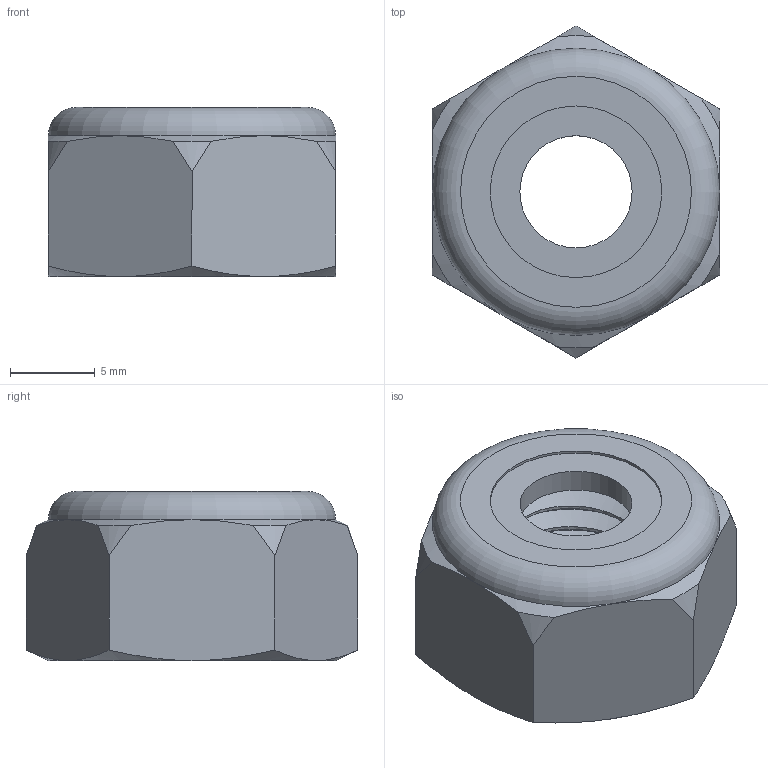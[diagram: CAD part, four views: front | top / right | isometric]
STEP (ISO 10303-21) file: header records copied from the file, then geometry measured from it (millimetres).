
FILE_DESCRIPTION(/* description */ (''),/* implementation_level */ '2;1');
FILE_NAME(/* name */ 'M10LKH-0.step',/* time_stamp */ '2021-10-06T14:49:12-04:00',/* author */ (''),/* organization */ (''),/* preprocessor_version */ 'ST-DEVELOPER v18.1',/* originating_system */ 'Autodesk Translation Framework v10.10.0.1391',/* authorisation */ '');
FILE_SCHEMA (('AUTOMOTIVE_DESIGN { 1 0 10303 214 3 1 1 }'));
Length unit declared in the file: millimetre
Products named in the file (2): (Unsaved); 94645A220_High-Strength Steel Nylon-Insert Locknut
Assembly tree (1 placements, depth 2):
  (Unsaved)
    94645A220_High-Strength Steel Nylon-Insert Locknut
Bounding box: 17 x 19.63 x 10 mm (x, y, z)
Volume: 1775.1 mm3; surface area: 2019.4 mm2
Topology: 2 solids, 2 shells, 46 faces, 108 edges, 68 vertices
Faces by surface type: cone 19, plane 12, cylinder 9, torus 3, bspline 3
Full cylindrical faces by diameter (mm): 6.638 x1, 10 x5, 10.152 x1
Entity records: 3308 total; most frequent: CARTESIAN_POINT 2309, ORIENTED_EDGE 216, DIRECTION 179, EDGE_CURVE 108, AXIS2_PLACEMENT_3D 82, VERTEX_POINT 68, EDGE_LOOP 52, FACE_OUTER_BOUND 46
